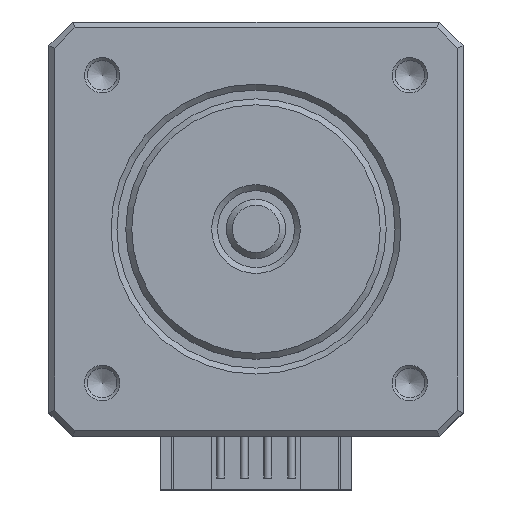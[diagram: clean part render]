
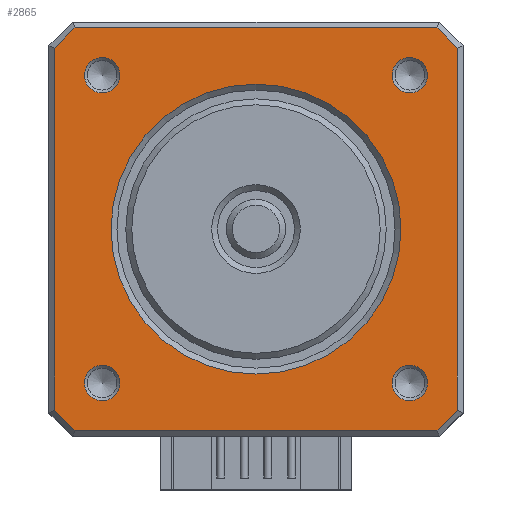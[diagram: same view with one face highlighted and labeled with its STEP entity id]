
A CAD part, top view. The second image highlights one B-rep face of the part: STEP entity #2865.
In plain terms, the highlighted planar face has unit normal (0, 0, 1).
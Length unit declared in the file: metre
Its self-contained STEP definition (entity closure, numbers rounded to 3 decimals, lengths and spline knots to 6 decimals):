
#307=LINE('',#4759,#619);
#308=LINE('',#4762,#620);
#309=LINE('',#4764,#621);
#310=LINE('',#4766,#622);
#311=LINE('',#4768,#623);
#312=LINE('',#4770,#624);
#313=LINE('',#4772,#625);
#314=LINE('',#4774,#626);
#619=VECTOR('',#3895,1.);
#620=VECTOR('',#3896,1.);
#621=VECTOR('',#3897,1.);
#622=VECTOR('',#3898,1.);
#623=VECTOR('',#3899,1.);
#624=VECTOR('',#3900,1.);
#625=VECTOR('',#3901,1.);
#626=VECTOR('',#3902,1.);
#1118=ORIENTED_EDGE('',*,*,#1588,.T.);
#1119=ORIENTED_EDGE('',*,*,#1632,.T.);
#1120=ORIENTED_EDGE('',*,*,#1676,.T.);
#1121=ORIENTED_EDGE('',*,*,#1707,.T.);
#1122=ORIENTED_EDGE('',*,*,#1708,.T.);
#1123=ORIENTED_EDGE('',*,*,#1709,.T.);
#1124=ORIENTED_EDGE('',*,*,#1710,.T.);
#1125=ORIENTED_EDGE('',*,*,#1711,.T.);
#1126=ORIENTED_EDGE('',*,*,#1712,.T.);
#1127=ORIENTED_EDGE('',*,*,#1713,.T.);
#1128=ORIENTED_EDGE('',*,*,#1714,.T.);
#1129=ORIENTED_EDGE('',*,*,#1715,.T.);
#1130=ORIENTED_EDGE('',*,*,#1716,.T.);
#1588=EDGE_CURVE('',#1937,#1937,#2106,.F.);
#1632=EDGE_CURVE('',#1970,#1970,#2114,.F.);
#1676=EDGE_CURVE('',#2003,#2003,#2122,.F.);
#1707=EDGE_CURVE('',#2028,#2028,#2128,.F.);
#1708=EDGE_CURVE('',#2029,#2030,#307,.T.);
#1709=EDGE_CURVE('',#2030,#2031,#308,.T.);
#1710=EDGE_CURVE('',#2031,#2032,#309,.T.);
#1711=EDGE_CURVE('',#2032,#2033,#310,.T.);
#1712=EDGE_CURVE('',#2033,#2034,#311,.T.);
#1713=EDGE_CURVE('',#2034,#2035,#312,.T.);
#1714=EDGE_CURVE('',#2035,#2036,#313,.T.);
#1715=EDGE_CURVE('',#2036,#2029,#314,.T.);
#1716=EDGE_CURVE('',#2037,#2037,#2129,.F.);
#1937=VERTEX_POINT('',#4497);
#1970=VERTEX_POINT('',#4595);
#2003=VERTEX_POINT('',#4693);
#2028=VERTEX_POINT('',#4758);
#2029=VERTEX_POINT('',#4760);
#2030=VERTEX_POINT('',#4761);
#2031=VERTEX_POINT('',#4763);
#2032=VERTEX_POINT('',#4765);
#2033=VERTEX_POINT('',#4767);
#2034=VERTEX_POINT('',#4769);
#2035=VERTEX_POINT('',#4771);
#2036=VERTEX_POINT('',#4773);
#2037=VERTEX_POINT('',#4776);
#2106=CIRCLE('',#3248,0.0015);
#2114=CIRCLE('',#3277,0.0015);
#2122=CIRCLE('',#3306,0.0015);
#2128=CIRCLE('',#3321,0.0015);
#2129=CIRCLE('',#3322,0.01225);
#2273=EDGE_LOOP('',(#1118));
#2274=EDGE_LOOP('',(#1119));
#2275=EDGE_LOOP('',(#1120));
#2276=EDGE_LOOP('',(#1121));
#2277=EDGE_LOOP('',(#1122,#1123,#1124,#1125,#1126,#1127,#1128,#1129));
#2278=EDGE_LOOP('',(#1130));
#2518=FACE_BOUND('',#2273,.T.);
#2519=FACE_BOUND('',#2274,.T.);
#2520=FACE_BOUND('',#2275,.T.);
#2521=FACE_BOUND('',#2276,.T.);
#2522=FACE_BOUND('',#2277,.T.);
#2523=FACE_BOUND('',#2278,.T.);
#2707=PLANE('',#3320);
#2865=ADVANCED_FACE('',(#2518,#2519,#2520,#2521,#2522,#2523),#2707,.T.);
#3248=AXIS2_PLACEMENT_3D('',#4496,#3650,#3651);
#3277=AXIS2_PLACEMENT_3D('',#4594,#3744,#3745);
#3306=AXIS2_PLACEMENT_3D('',#4692,#3838,#3839);
#3320=AXIS2_PLACEMENT_3D('',#4756,#3891,#3892);
#3321=AXIS2_PLACEMENT_3D('',#4757,#3893,#3894);
#3322=AXIS2_PLACEMENT_3D('',#4775,#3903,#3904);
#3650=DIRECTION('',(0.,0.,1.));
#3651=DIRECTION('',(0.,1.,0.));
#3744=DIRECTION('',(0.,0.,1.));
#3745=DIRECTION('',(-1.,0.,0.));
#3838=DIRECTION('',(0.,0.,1.));
#3839=DIRECTION('',(0.,-1.,0.));
#3891=DIRECTION('',(0.,0.,1.));
#3892=DIRECTION('',(1.,0.,0.));
#3893=DIRECTION('',(0.,0.,1.));
#3894=DIRECTION('',(1.,0.,0.));
#3895=DIRECTION('',(0.,-1.,0.));
#3896=DIRECTION('',(0.707,-0.707,0.));
#3897=DIRECTION('',(1.,0.,0.));
#3898=DIRECTION('',(0.707,0.707,0.));
#3899=DIRECTION('',(0.,1.,0.));
#3900=DIRECTION('',(-0.707,0.707,0.));
#3901=DIRECTION('',(-1.,0.,0.));
#3902=DIRECTION('',(-0.707,-0.707,0.));
#3903=DIRECTION('',(0.,0.,1.));
#3904=DIRECTION('',(1.,0.,0.));
#4496=CARTESIAN_POINT('',(-0.013,-0.013,0.));
#4497=CARTESIAN_POINT('',(-0.013,-0.0115,0.));
#4594=CARTESIAN_POINT('',(0.013,-0.013,0.));
#4595=CARTESIAN_POINT('',(0.0115,-0.013,0.));
#4692=CARTESIAN_POINT('',(0.013,0.013,0.));
#4693=CARTESIAN_POINT('',(0.013,0.0115,0.));
#4756=CARTESIAN_POINT('',(0.,0.,0.));
#4757=CARTESIAN_POINT('',(-0.013,0.013,0.));
#4758=CARTESIAN_POINT('',(-0.0115,0.013,0.));
#4759=CARTESIAN_POINT('',(-0.017,0.,0.));
#4760=CARTESIAN_POINT('',(-0.017,0.015293,0.));
#4761=CARTESIAN_POINT('',(-0.017,-0.015293,0.));
#4762=CARTESIAN_POINT('',(-0.016146,-0.016146,0.));
#4763=CARTESIAN_POINT('',(-0.015293,-0.017,0.));
#4764=CARTESIAN_POINT('',(0.0155,-0.017,0.));
#4765=CARTESIAN_POINT('',(0.015293,-0.017,0.));
#4766=CARTESIAN_POINT('',(0.016146,-0.016146,0.));
#4767=CARTESIAN_POINT('',(0.017,-0.015293,0.));
#4768=CARTESIAN_POINT('',(0.017,0.0155,0.));
#4769=CARTESIAN_POINT('',(0.017,0.015293,0.));
#4770=CARTESIAN_POINT('',(0.016146,0.016146,0.));
#4771=CARTESIAN_POINT('',(0.015293,0.017,0.));
#4772=CARTESIAN_POINT('',(0.,0.017,0.));
#4773=CARTESIAN_POINT('',(-0.015293,0.017,0.));
#4774=CARTESIAN_POINT('',(-0.016146,0.016146,0.));
#4775=CARTESIAN_POINT('',(0.,0.,0.));
#4776=CARTESIAN_POINT('',(0.01225,0.,0.));
